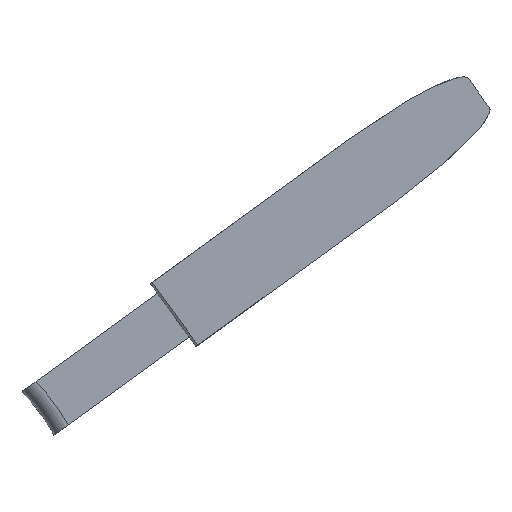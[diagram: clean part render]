
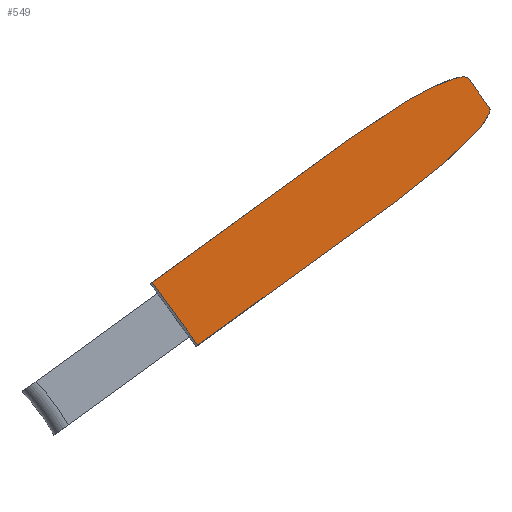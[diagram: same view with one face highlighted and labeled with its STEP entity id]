
A CAD part, front view. The second image highlights one B-rep face of the part: STEP entity #549.
In plain terms, the highlighted planar face has unit normal (0, -1, 0).
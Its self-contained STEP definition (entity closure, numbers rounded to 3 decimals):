
#43=ELLIPSE('',#596,30.204,5.);
#44=ELLIPSE('',#597,30.204,5.);
#64=FACE_OUTER_BOUND('',#96,.T.);
#96=EDGE_LOOP('',(#373,#374,#375,#376,#377,#378));
#127=LINE('',#820,#178);
#130=LINE('',#826,#181);
#134=LINE('',#834,#185);
#135=LINE('',#838,#186);
#178=VECTOR('',#654,10.);
#181=VECTOR('',#659,10.);
#185=VECTOR('',#665,10.);
#186=VECTOR('',#668,10.);
#229=VERTEX_POINT('',#817);
#230=VERTEX_POINT('',#819);
#232=VERTEX_POINT('',#825);
#235=VERTEX_POINT('',#833);
#236=VERTEX_POINT('',#835);
#237=VERTEX_POINT('',#837);
#282=EDGE_CURVE('',#229,#230,#127,.T.);
#285=EDGE_CURVE('',#232,#230,#130,.T.);
#289=EDGE_CURVE('',#229,#235,#134,.T.);
#290=EDGE_CURVE('',#235,#236,#43,.T.);
#291=EDGE_CURVE('',#236,#237,#135,.T.);
#292=EDGE_CURVE('',#237,#232,#44,.T.);
#373=ORIENTED_EDGE('',*,*,#282,.F.);
#374=ORIENTED_EDGE('',*,*,#289,.T.);
#375=ORIENTED_EDGE('',*,*,#290,.T.);
#376=ORIENTED_EDGE('',*,*,#291,.T.);
#377=ORIENTED_EDGE('',*,*,#292,.T.);
#378=ORIENTED_EDGE('',*,*,#285,.T.);
#532=PLANE('',#595);
#549=ADVANCED_FACE('',(#64),#532,.F.);
#595=AXIS2_PLACEMENT_3D('',#832,#663,#664);
#596=AXIS2_PLACEMENT_3D('',#836,#666,#667);
#597=AXIS2_PLACEMENT_3D('',#839,#669,#670);
#654=DIRECTION('',(-0.588,0.,0.809));
#659=DIRECTION('',(-0.809,0.,-0.588));
#663=DIRECTION('center_axis',(0.,1.,0.));
#664=DIRECTION('ref_axis',(0.588,0.,-0.809));
#665=DIRECTION('',(0.809,0.,0.588));
#666=DIRECTION('center_axis',(0.,-1.,0.));
#667=DIRECTION('ref_axis',(0.809,0.,0.588));
#668=DIRECTION('',(-0.588,0.,0.809));
#669=DIRECTION('center_axis',(0.,-1.,0.));
#670=DIRECTION('ref_axis',(0.809,0.,0.588));
#817=CARTESIAN_POINT('',(117.556,35.858,137.913));
#819=CARTESIAN_POINT('',(106.976,35.858,152.475));
#820=CARTESIAN_POINT('',(106.388,35.858,153.285));
#825=CARTESIAN_POINT('',(152.944,35.858,185.873));
#826=CARTESIAN_POINT('',(97.18,35.858,145.358));
#832=CARTESIAN_POINT('Origin',(102.401,35.858,138.026));
#833=CARTESIAN_POINT('',(163.476,35.858,171.275));
#834=CARTESIAN_POINT('',(107.76,35.858,130.795));
#835=CARTESIAN_POINT('',(185.156,35.858,192.825));
#836=CARTESIAN_POINT('Origin',(160.586,35.858,175.356));
#837=CARTESIAN_POINT('',(180.09,35.858,199.797));
#838=CARTESIAN_POINT('',(183.729,35.858,194.79));
#839=CARTESIAN_POINT('Origin',(155.883,35.858,181.828));
